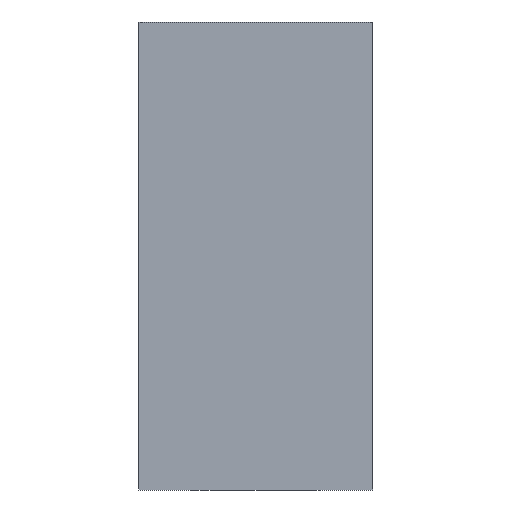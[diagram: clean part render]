
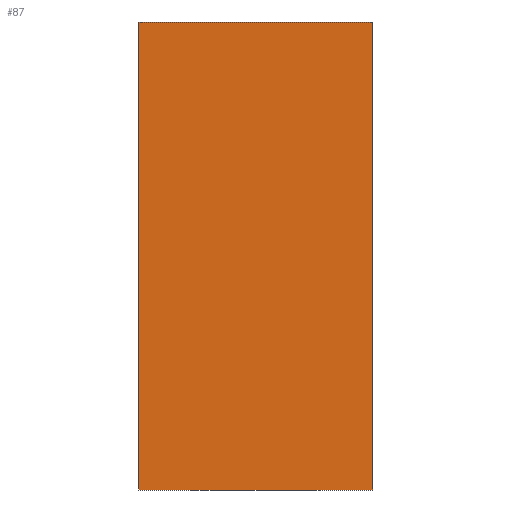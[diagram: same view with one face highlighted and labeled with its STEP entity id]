
A CAD part, front view. The second image highlights one B-rep face of the part: STEP entity #87.
In plain terms, the highlighted planar face has unit normal (0, -1, 0).
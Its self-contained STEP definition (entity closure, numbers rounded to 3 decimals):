
#87 = ADVANCED_FACE( '', ( #146 ), #147, .F. );
#146 = FACE_OUTER_BOUND( '', #250, .T. );
#147 = PLANE( '', #251 );
#250 = EDGE_LOOP( '', ( #382, #383, #384, #385 ) );
#251 = AXIS2_PLACEMENT_3D( '', #386, #387, #388 );
#382 = ORIENTED_EDGE( '', *, *, #532, .F. );
#383 = ORIENTED_EDGE( '', *, *, #533, .F. );
#384 = ORIENTED_EDGE( '', *, *, #534, .F. );
#385 = ORIENTED_EDGE( '', *, *, #535, .F. );
#386 = CARTESIAN_POINT( '', ( 0., 0., 0. ) );
#387 = DIRECTION( '', ( 0., 1., 0. ) );
#388 = DIRECTION( '', ( 0., 0., 1. ) );
#532 = EDGE_CURVE( '', #601, #602, #603, .T. );
#533 = EDGE_CURVE( '', #604, #601, #605, .T. );
#534 = EDGE_CURVE( '', #606, #604, #607, .T. );
#535 = EDGE_CURVE( '', #602, #606, #608, .T. );
#601 = VERTEX_POINT( '', #774 );
#602 = VERTEX_POINT( '', #775 );
#603 = LINE( '', #776, #777 );
#604 = VERTEX_POINT( '', #778 );
#605 = LINE( '', #779, #780 );
#606 = VERTEX_POINT( '', #781 );
#607 = LINE( '', #782, #783 );
#608 = LINE( '', #784, #785 );
#774 = CARTESIAN_POINT( '', ( -8., 0., -16. ) );
#775 = CARTESIAN_POINT( '', ( -8., 0., 16. ) );
#776 = CARTESIAN_POINT( '', ( -8., 0., -16. ) );
#777 = VECTOR( '', #897, 1000. );
#778 = CARTESIAN_POINT( '', ( 8., 0., -16. ) );
#779 = CARTESIAN_POINT( '', ( 8., 0., -16. ) );
#780 = VECTOR( '', #898, 1000. );
#781 = CARTESIAN_POINT( '', ( 8., 0., 16. ) );
#782 = CARTESIAN_POINT( '', ( 8., 0., 16. ) );
#783 = VECTOR( '', #899, 1000. );
#784 = CARTESIAN_POINT( '', ( -8., 0., 16. ) );
#785 = VECTOR( '', #900, 1000. );
#897 = DIRECTION( '', ( 0., 0., 1. ) );
#898 = DIRECTION( '', ( -1., 0., 0. ) );
#899 = DIRECTION( '', ( 0., 0., -1. ) );
#900 = DIRECTION( '', ( 1., 0., 0. ) );
